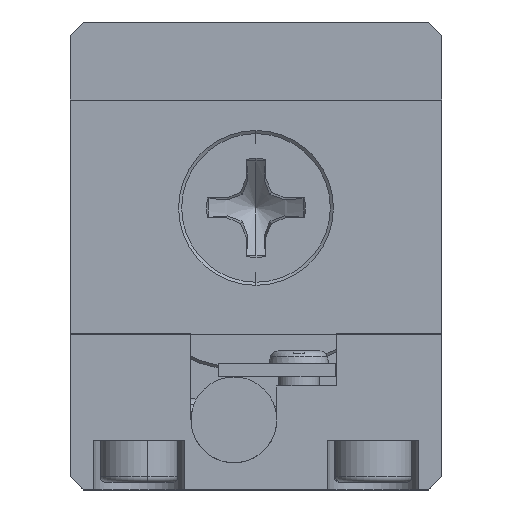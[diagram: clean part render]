
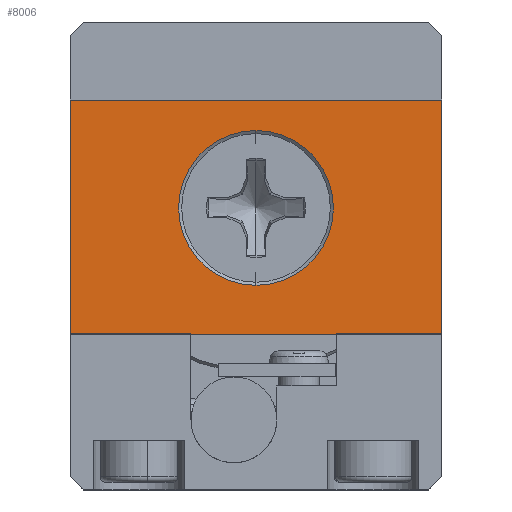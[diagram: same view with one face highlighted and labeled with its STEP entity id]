
A CAD part, left-side view. The second image highlights one B-rep face of the part: STEP entity #8006.
In plain terms, the highlighted face is planar.
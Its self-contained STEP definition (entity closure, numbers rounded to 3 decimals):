
#54 = AXIS2_PLACEMENT_3D ( 'NONE', #1609, #3372, #15619 ) ;
#219 = VECTOR ( 'NONE', #5767, 1000. ) ;
#370 = ORIENTED_EDGE ( 'NONE', *, *, #3102, .F. ) ;
#817 = EDGE_LOOP ( 'NONE', ( #10989, #4427 ) ) ;
#1554 = ORIENTED_EDGE ( 'NONE', *, *, #7004, .F. ) ;
#1609 = CARTESIAN_POINT ( 'NONE',  ( 0., 0., 0. ) ) ;
#2374 = DIRECTION ( 'NONE',  ( 0., 1., 0. ) ) ;
#2867 = EDGE_CURVE ( 'NONE', #21376, #10322, #9309, .T. ) ;
#3102 = EDGE_CURVE ( 'NONE', #21554, #8069, #9570, .T. ) ;
#3372 = DIRECTION ( 'NONE',  ( 0., 0., -1. ) ) ;
#4427 = ORIENTED_EDGE ( 'NONE', *, *, #12687, .F. ) ;
#4539 = CARTESIAN_POINT ( 'NONE',  ( -4.15, 7.15, 0. ) ) ;
#4600 = ORIENTED_EDGE ( 'NONE', *, *, #2867, .F. ) ;
#4965 = CIRCLE ( 'NONE', #54, 2.977 ) ;
#5087 = CARTESIAN_POINT ( 'NONE',  ( -4.15, -7.15, 0. ) ) ;
#5264 = DIRECTION ( 'NONE',  ( -1., 0., 0. ) ) ;
#5767 = DIRECTION ( 'NONE',  ( 0., -1., 0. ) ) ;
#6772 = CARTESIAN_POINT ( 'NONE',  ( -7.15, -7.15, 0. ) ) ;
#7004 = EDGE_CURVE ( 'NONE', #10322, #21554, #12586, .T. ) ;
#8006 = ADVANCED_FACE ( 'NONE', ( #18477, #12797 ), #9799, .F. ) ;
#8069 = VERTEX_POINT ( 'NONE', #11470 ) ;
#8227 = VECTOR ( 'NONE', #2374, 1000. ) ;
#8786 = DIRECTION ( 'NONE',  ( 0., 0., -1. ) ) ;
#9309 = LINE ( 'NONE', #10601, #219 ) ;
#9535 = LINE ( 'NONE', #15716, #10623 ) ;
#9570 = LINE ( 'NONE', #12812, #8227 ) ;
#9799 = PLANE ( 'NONE',  #18534 ) ;
#10322 = VERTEX_POINT ( 'NONE', #5087 ) ;
#10445 = DIRECTION ( 'NONE',  ( -1., 0., 0. ) ) ;
#10601 = CARTESIAN_POINT ( 'NONE',  ( -4.15, 7.15, 0. ) ) ;
#10623 = VECTOR ( 'NONE', #5264, 1000. ) ;
#10989 = ORIENTED_EDGE ( 'NONE', *, *, #18792, .F. ) ;
#11320 = DIRECTION ( 'NONE',  ( 0., 0., 1. ) ) ;
#11470 = CARTESIAN_POINT ( 'NONE',  ( 4.85, 7.15, 0. ) ) ;
#12069 = CARTESIAN_POINT ( 'NONE',  ( -2.977, 0., 0. ) ) ;
#12586 = LINE ( 'NONE', #6772, #18513 ) ;
#12687 = EDGE_CURVE ( 'NONE', #15467, #16156, #4965, .T. ) ;
#12797 = FACE_OUTER_BOUND ( 'NONE', #21113, .T. ) ;
#12812 = CARTESIAN_POINT ( 'NONE',  ( 4.85, 7.15, 0. ) ) ;
#13937 = CARTESIAN_POINT ( 'NONE',  ( 0., 0., 0. ) ) ;
#15312 = EDGE_CURVE ( 'NONE', #8069, #21376, #9535, .T. ) ;
#15467 = VERTEX_POINT ( 'NONE', #17757 ) ;
#15619 = DIRECTION ( 'NONE',  ( -1., 0., 0. ) ) ;
#15716 = CARTESIAN_POINT ( 'NONE',  ( -7.15, 7.15, 0. ) ) ;
#16156 = VERTEX_POINT ( 'NONE', #12069 ) ;
#17518 = CIRCLE ( 'NONE', #20211, 2.977 ) ;
#17757 = CARTESIAN_POINT ( 'NONE',  ( 2.977, 0., 0. ) ) ;
#18031 = ORIENTED_EDGE ( 'NONE', *, *, #15312, .F. ) ;
#18353 = CARTESIAN_POINT ( 'NONE',  ( 0., 0., 0. ) ) ;
#18477 = FACE_BOUND ( 'NONE', #817, .T. ) ;
#18513 = VECTOR ( 'NONE', #18922, 1000. ) ;
#18534 = AXIS2_PLACEMENT_3D ( 'NONE', #18353, #11320, #19969 ) ;
#18792 = EDGE_CURVE ( 'NONE', #16156, #15467, #17518, .T. ) ;
#18922 = DIRECTION ( 'NONE',  ( 1., 0., 0. ) ) ;
#19969 = DIRECTION ( 'NONE',  ( 1., 0., 0. ) ) ;
#20211 = AXIS2_PLACEMENT_3D ( 'NONE', #13937, #8786, #10445 ) ;
#20691 = CARTESIAN_POINT ( 'NONE',  ( 4.85, -7.15, 0. ) ) ;
#21113 = EDGE_LOOP ( 'NONE', ( #4600, #18031, #370, #1554 ) ) ;
#21376 = VERTEX_POINT ( 'NONE', #4539 ) ;
#21554 = VERTEX_POINT ( 'NONE', #20691 ) ;
